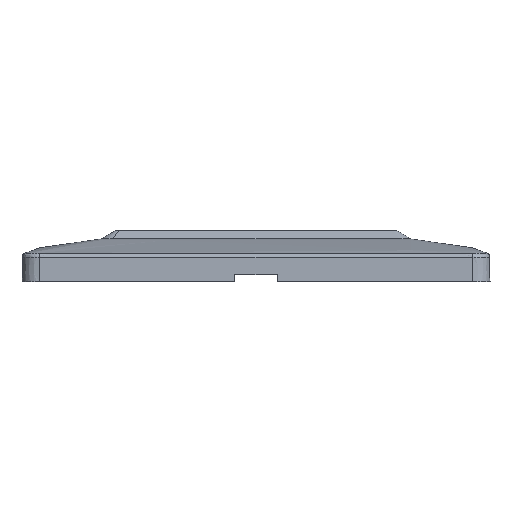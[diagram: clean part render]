
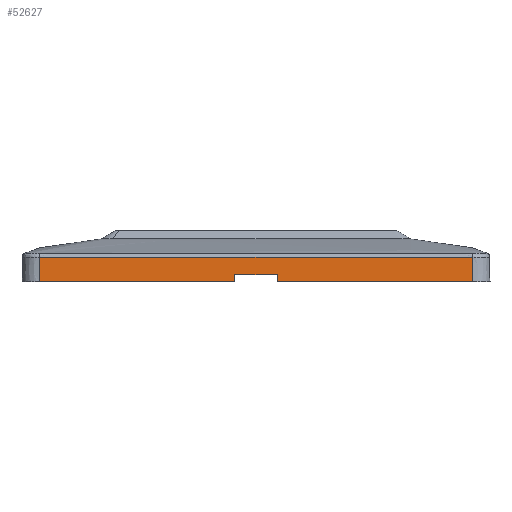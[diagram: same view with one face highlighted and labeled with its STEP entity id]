
A CAD part, left-side view. The second image highlights one B-rep face of the part: STEP entity #52627.
In plain terms, the highlighted planar face has unit normal (-1, 0, 0.018).
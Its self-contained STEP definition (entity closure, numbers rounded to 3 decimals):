
#484 = CARTESIAN_POINT ( 'NONE',  ( -60., 3.6, 0. ) ) ;
#1805 = VERTEX_POINT ( 'NONE', #7004 ) ;
#3524 = CARTESIAN_POINT ( 'NONE',  ( -59.927, -29.292, 4.201 ) ) ;
#3709 = CARTESIAN_POINT ( 'NONE',  ( -59.927, 35.073, 4.201 ) ) ;
#4922 = EDGE_LOOP ( 'NONE', ( #31509, #39385, #20004, #39629, #55777, #43114, #11772, #32685 ) ) ;
#5536 = CARTESIAN_POINT ( 'NONE',  ( -60., -37., 0. ) ) ;
#6183 = PLANE ( 'NONE',  #33502 ) ;
#7004 = CARTESIAN_POINT ( 'NONE',  ( -59.979, -3.6, 1.2 ) ) ;
#7267 = CARTESIAN_POINT ( 'NONE',  ( -60., -3.6, 0. ) ) ;
#7654 = CARTESIAN_POINT ( 'NONE',  ( -59.927, 37., 4.186 ) ) ;
#8172 = CARTESIAN_POINT ( 'NONE',  ( -59.927, 36.615, 4.195 ) ) ;
#8968 = CARTESIAN_POINT ( 'NONE',  ( -60., -37., 0. ) ) ;
#10562 = VERTEX_POINT ( 'NONE', #48181 ) ;
#11580 = DIRECTION ( 'NONE',  ( 0., -1., 0. ) ) ;
#11772 = ORIENTED_EDGE ( 'NONE', *, *, #34091, .T. ) ;
#11884 = VECTOR ( 'NONE', #11580, 1000. ) ;
#12620 = CARTESIAN_POINT ( 'NONE',  ( -59.927, -12.333, 4.188 ) ) ;
#12808 = CARTESIAN_POINT ( 'NONE',  ( -59.927, -33.917, 4.205 ) ) ;
#13006 = CARTESIAN_POINT ( 'NONE',  ( -59.927, -33.146, 4.204 ) ) ;
#13796 = VECTOR ( 'NONE', #40462, 1000. ) ;
#14321 = VERTEX_POINT ( 'NONE', #5536 ) ;
#14417 = EDGE_CURVE ( 'NONE', #29430, #36840, #56214, .T. ) ;
#14752 = EDGE_CURVE ( 'NONE', #10562, #29430, #21165, .T. ) ;
#15300 = DIRECTION ( 'NONE',  ( 0.017, 0., 1. ) ) ;
#15598 = CARTESIAN_POINT ( 'NONE',  ( -60., 37., 0. ) ) ;
#16047 = CARTESIAN_POINT ( 'NONE',  ( -60., 37., 0. ) ) ;
#16902 = CARTESIAN_POINT ( 'NONE',  ( -59.927, -37., 4.186 ) ) ;
#19116 = EDGE_CURVE ( 'NONE', #1805, #36840, #49708, .T. ) ;
#20004 = ORIENTED_EDGE ( 'NONE', *, *, #30295, .T. ) ;
#20120 = DIRECTION ( 'NONE',  ( 0., 1., 0. ) ) ;
#21165 = LINE ( 'NONE', #15598, #28679 ) ;
#21376 = CARTESIAN_POINT ( 'NONE',  ( -59.927, 21.583, 4.192 ) ) ;
#21555 = CARTESIAN_POINT ( 'NONE',  ( -59.927, 24.667, 4.196 ) ) ;
#22957 = VECTOR ( 'NONE', #32072, 1000. ) ;
#23679 = LINE ( 'NONE', #16047, #11884 ) ;
#25859 = CARTESIAN_POINT ( 'NONE',  ( -59.927, -35.458, 4.2 ) ) ;
#26073 = VECTOR ( 'NONE', #20120, 1000. ) ;
#26410 = CARTESIAN_POINT ( 'NONE',  ( -59.927, -36.229, 4.196 ) ) ;
#26838 = DIRECTION ( 'NONE',  ( -0.017, 0., -1. ) ) ;
#28053 = CARTESIAN_POINT ( 'NONE',  ( -59.979, 3.6, 1.2 ) ) ;
#28679 = VECTOR ( 'NONE', #37712, 1000. ) ;
#28705 = CARTESIAN_POINT ( 'NONE',  ( -60., 37., 0. ) ) ;
#29315 = EDGE_CURVE ( 'NONE', #30027, #14321, #23679, .T. ) ;
#29430 = VERTEX_POINT ( 'NONE', #56791 ) ;
#30027 = VERTEX_POINT ( 'NONE', #31119 ) ;
#30295 = EDGE_CURVE ( 'NONE', #39733, #10562, #30604, .T. ) ;
#30322 = CARTESIAN_POINT ( 'NONE',  ( -59.927, 33.917, 4.205 ) ) ;
#30513 = CARTESIAN_POINT ( 'NONE',  ( -59.927, 30.833, 4.204 ) ) ;
#30604 = LINE ( 'NONE', #44873, #22957 ) ;
#30704 = CARTESIAN_POINT ( 'NONE',  ( -59.927, -35.073, 4.201 ) ) ;
#31119 = CARTESIAN_POINT ( 'NONE',  ( -60., -3.6, 0. ) ) ;
#31509 = ORIENTED_EDGE ( 'NONE', *, *, #42966, .F. ) ;
#32072 = DIRECTION ( 'NONE',  ( -0.017, 0., -1. ) ) ;
#32685 = ORIENTED_EDGE ( 'NONE', *, *, #29315, .T. ) ;
#33198 = LINE ( 'NONE', #8968, #34614 ) ;
#33502 = AXIS2_PLACEMENT_3D ( 'NONE', #28705, #55676, #15300 ) ;
#34091 = EDGE_CURVE ( 'NONE', #1805, #30027, #51996, .T. ) ;
#34422 = B_SPLINE_CURVE_WITH_KNOTS ( 'NONE', 3,
 ( #16902, #39613, #26410, #25859, #30704, #12808, #13006, #53189, #3524, #57464, #47989, #12620, #48173, #44077, #39230, #21376, #21555, #52428, #30513, #56895, #30322, #3709, #34777, #43886, #8172, #35345 ),
 .UNSPECIFIED., .F., .F.,
 ( 4, 2, 2, 2, 2, 2, 2, 2, 2, 2, 2, 2, 4 ),
 ( 0., 0.001, 0.002, 0.005, 0.009, 0.018, 0.037, 0.055, 0.065, 0.069, 0.072, 0.073, 0.074 ),
 .UNSPECIFIED. ) ;
#34614 = VECTOR ( 'NONE', #26838, 1000. ) ;
#34777 = CARTESIAN_POINT ( 'NONE',  ( -59.927, 35.458, 4.2 ) ) ;
#34986 = EDGE_CURVE ( 'NONE', #49738, #39733, #34422, .T. ) ;
#35345 = CARTESIAN_POINT ( 'NONE',  ( -59.927, 37., 4.186 ) ) ;
#36840 = VERTEX_POINT ( 'NONE', #28053 ) ;
#37712 = DIRECTION ( 'NONE',  ( 0., -1., 0. ) ) ;
#39230 = CARTESIAN_POINT ( 'NONE',  ( -59.927, 12.333, 4.188 ) ) ;
#39385 = ORIENTED_EDGE ( 'NONE', *, *, #34986, .T. ) ;
#39613 = CARTESIAN_POINT ( 'NONE',  ( -59.927, -36.615, 4.195 ) ) ;
#39629 = ORIENTED_EDGE ( 'NONE', *, *, #14752, .T. ) ;
#39733 = VERTEX_POINT ( 'NONE', #7654 ) ;
#40462 = DIRECTION ( 'NONE',  ( 0.017, 0., 1. ) ) ;
#42264 = CARTESIAN_POINT ( 'NONE',  ( -59.979, 37., 1.2 ) ) ;
#42966 = EDGE_CURVE ( 'NONE', #49738, #14321, #33198, .T. ) ;
#43114 = ORIENTED_EDGE ( 'NONE', *, *, #19116, .F. ) ;
#43886 = CARTESIAN_POINT ( 'NONE',  ( -59.927, 36.229, 4.196 ) ) ;
#44077 = CARTESIAN_POINT ( 'NONE',  ( -59.927, 6.167, 4.199 ) ) ;
#44873 = CARTESIAN_POINT ( 'NONE',  ( -60., 37., 0. ) ) ;
#45017 = VECTOR ( 'NONE', #47656, 1000. ) ;
#47656 = DIRECTION ( 'NONE',  ( -0.017, 0., -1. ) ) ;
#47989 = CARTESIAN_POINT ( 'NONE',  ( -59.927, -21.583, 4.192 ) ) ;
#48173 = CARTESIAN_POINT ( 'NONE',  ( -59.927, -6.167, 4.199 ) ) ;
#48181 = CARTESIAN_POINT ( 'NONE',  ( -60., 37., 0. ) ) ;
#49093 = CARTESIAN_POINT ( 'NONE',  ( -59.927, -37., 4.186 ) ) ;
#49708 = LINE ( 'NONE', #42264, #26073 ) ;
#49738 = VERTEX_POINT ( 'NONE', #49093 ) ;
#51996 = LINE ( 'NONE', #7267, #45017 ) ;
#52428 = CARTESIAN_POINT ( 'NONE',  ( -59.927, 29.292, 4.201 ) ) ;
#52627 = ADVANCED_FACE ( 'NONE', ( #54441 ), #6183, .T. ) ;
#53189 = CARTESIAN_POINT ( 'NONE',  ( -59.927, -30.833, 4.204 ) ) ;
#54441 = FACE_OUTER_BOUND ( 'NONE', #4922, .T. ) ;
#55676 = DIRECTION ( 'NONE',  ( -1., 0., 0.017 ) ) ;
#55777 = ORIENTED_EDGE ( 'NONE', *, *, #14417, .T. ) ;
#56214 = LINE ( 'NONE', #484, #13796 ) ;
#56791 = CARTESIAN_POINT ( 'NONE',  ( -60., 3.6, 0. ) ) ;
#56895 = CARTESIAN_POINT ( 'NONE',  ( -59.927, 33.146, 4.204 ) ) ;
#57464 = CARTESIAN_POINT ( 'NONE',  ( -59.927, -24.667, 4.196 ) ) ;
